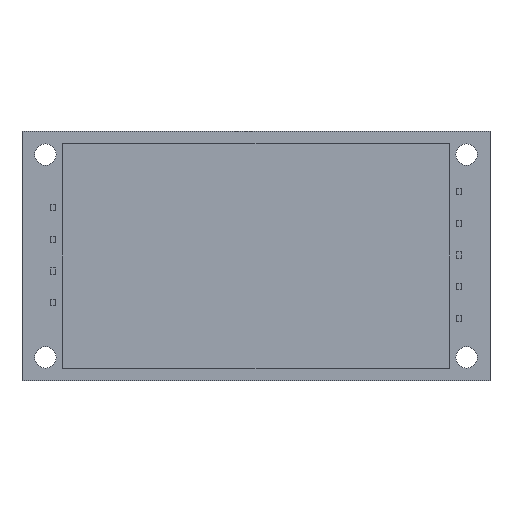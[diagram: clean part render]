
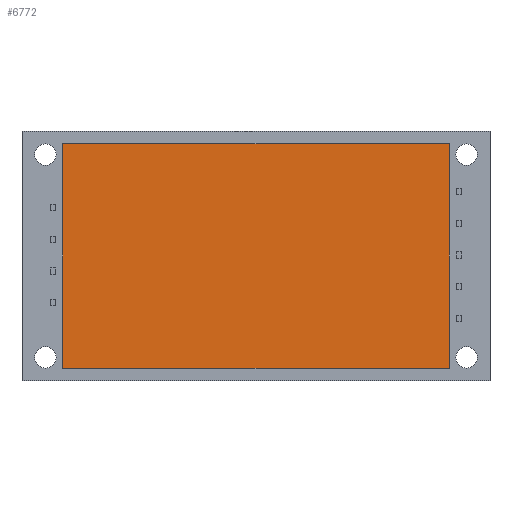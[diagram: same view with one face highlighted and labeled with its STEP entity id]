
A CAD part, front view. The second image highlights one B-rep face of the part: STEP entity #6772.
In plain terms, the highlighted planar face has unit normal (0, -1, 0).
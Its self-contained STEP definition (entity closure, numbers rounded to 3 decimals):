
#662 = DIRECTION ( 'NONE',  ( 0., 0., -1. ) ) ;
#827 = CARTESIAN_POINT ( 'NONE',  ( -31., -3., -18. ) ) ;
#2880 = AXIS2_PLACEMENT_3D ( 'NONE', #3395, #36348, #22104 ) ;
#3395 = CARTESIAN_POINT ( 'NONE',  ( 0., -3., 0. ) ) ;
#4176 = DIRECTION ( 'NONE',  ( 0., 0., 1. ) ) ;
#4513 = VECTOR ( 'NONE', #22637, 1000. ) ;
#4982 = EDGE_LOOP ( 'NONE', ( #23644, #10460, #16568, #13819 ) ) ;
#5655 = LINE ( 'NONE', #40872, #4513 ) ;
#6672 = VECTOR ( 'NONE', #4176, 1000. ) ;
#6772 = ADVANCED_FACE ( 'NONE', ( #7319 ), #25285, .F. ) ;
#7319 = FACE_OUTER_BOUND ( 'NONE', #4982, .T. ) ;
#8773 = CARTESIAN_POINT ( 'NONE',  ( 31., -3., 18. ) ) ;
#10460 = ORIENTED_EDGE ( 'NONE', *, *, #19490, .T. ) ;
#11195 = VECTOR ( 'NONE', #662, 1000. ) ;
#12648 = CARTESIAN_POINT ( 'NONE',  ( -31., -3., -18. ) ) ;
#12940 = LINE ( 'NONE', #44295, #6672 ) ;
#13114 = EDGE_CURVE ( 'NONE', #42286, #34971, #12940, .T. ) ;
#13819 = ORIENTED_EDGE ( 'NONE', *, *, #24326, .T. ) ;
#15101 = VERTEX_POINT ( 'NONE', #12648 ) ;
#16568 = ORIENTED_EDGE ( 'NONE', *, *, #35901, .T. ) ;
#19490 = EDGE_CURVE ( 'NONE', #34971, #32577, #5655, .T. ) ;
#19718 = CARTESIAN_POINT ( 'NONE',  ( -31., -3., 18. ) ) ;
#20501 = CARTESIAN_POINT ( 'NONE',  ( 31., -3., -18. ) ) ;
#22104 = DIRECTION ( 'NONE',  ( 0., 0., 1. ) ) ;
#22637 = DIRECTION ( 'NONE',  ( -1., 0., 0. ) ) ;
#23644 = ORIENTED_EDGE ( 'NONE', *, *, #13114, .T. ) ;
#24326 = EDGE_CURVE ( 'NONE', #15101, #42286, #29441, .T. ) ;
#24332 = VECTOR ( 'NONE', #29743, 1000. ) ;
#24384 = LINE ( 'NONE', #827, #11195 ) ;
#25285 = PLANE ( 'NONE',  #2880 ) ;
#29441 = LINE ( 'NONE', #29920, #24332 ) ;
#29743 = DIRECTION ( 'NONE',  ( 1., 0., 0. ) ) ;
#29920 = CARTESIAN_POINT ( 'NONE',  ( -31., -3., -18. ) ) ;
#32577 = VERTEX_POINT ( 'NONE', #19718 ) ;
#34971 = VERTEX_POINT ( 'NONE', #8773 ) ;
#35901 = EDGE_CURVE ( 'NONE', #32577, #15101, #24384, .T. ) ;
#36348 = DIRECTION ( 'NONE',  ( 0., 1., 0. ) ) ;
#40872 = CARTESIAN_POINT ( 'NONE',  ( -31., -3., 18. ) ) ;
#42286 = VERTEX_POINT ( 'NONE', #20501 ) ;
#44295 = CARTESIAN_POINT ( 'NONE',  ( 31., -3., -18. ) ) ;
